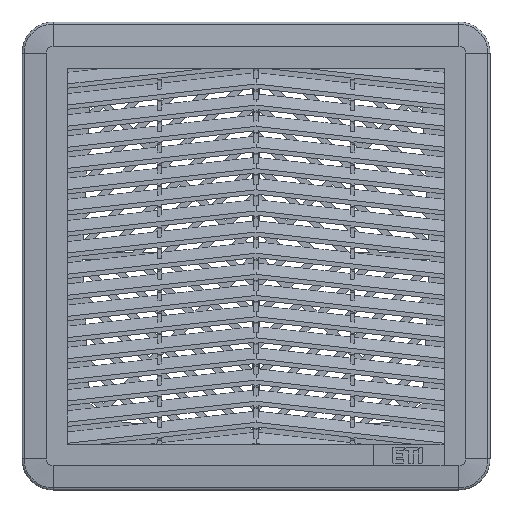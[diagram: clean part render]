
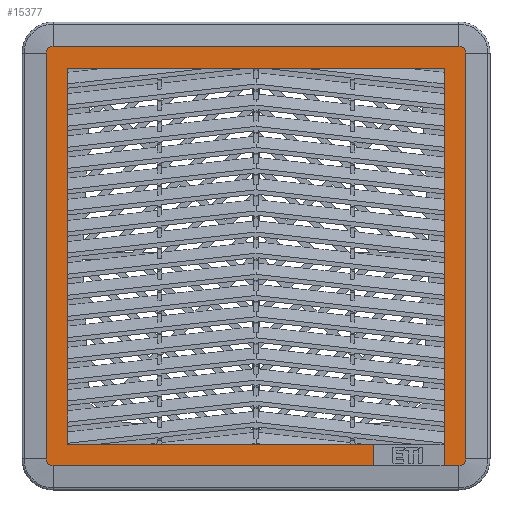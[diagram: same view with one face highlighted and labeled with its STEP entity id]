
A CAD part, front view. The second image highlights one B-rep face of the part: STEP entity #15377.
In plain terms, the highlighted planar face has unit normal (0, -1, 0).
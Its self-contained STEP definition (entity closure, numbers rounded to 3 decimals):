
#1361=DIRECTION('',(0.,0.,-1.));
#1362=VECTOR('',#1361,163.3);
#1363=CARTESIAN_POINT('',(218.2,-29.499,81.4));
#1364=LINE('',#1363,#1362);
#1622=DIRECTION('',(1.,0.,0.));
#1623=VECTOR('',#1622,132.9);
#1624=CARTESIAN_POINT('',(218.2,-29.499,-81.9));
#1625=LINE('',#1624,#1623);
#1645=DIRECTION('',(0.,0.,1.));
#1646=VECTOR('',#1645,172.8);
#1647=CARTESIAN_POINT('',(381.8,-29.499,-91.4));
#1648=LINE('',#1647,#1646);
#1974=DIRECTION('',(-1.,0.,0.));
#1975=VECTOR('',#1974,163.6);
#1976=CARTESIAN_POINT('',(381.8,-29.499,81.4));
#1977=LINE('',#1976,#1975);
#2030=CARTESIAN_POINT('',(211.7,-29.499,-88.4));
#2031=DIRECTION('',(0.,-1.,0.));
#2032=DIRECTION('',(-1.,0.,0.));
#2033=AXIS2_PLACEMENT_3D('',#2030,#2031,#2032);
#2038=CARTESIAN_POINT('',(211.7,-29.499,88.2));
#2039=DIRECTION('',(0.,-1.,0.));
#2040=DIRECTION('',(0.,0.,1.));
#2041=AXIS2_PLACEMENT_3D('',#2038,#2039,#2040);
#2046=CARTESIAN_POINT('',(388.3,-29.499,88.2));
#2047=DIRECTION('',(0.,-1.,0.));
#2048=DIRECTION('',(1.,0.,0.));
#2049=AXIS2_PLACEMENT_3D('',#2046,#2047,#2048);
#2054=CARTESIAN_POINT('',(388.3,-29.499,-88.4));
#2055=DIRECTION('',(0.,-1.,0.));
#2056=DIRECTION('',(0.,0.,-1.));
#2057=AXIS2_PLACEMENT_3D('',#2054,#2055,#2056);
#2062=DIRECTION('',(0.,0.,-1.));
#2063=VECTOR('',#2062,9.5);
#2064=CARTESIAN_POINT('',(351.1,-29.499,-81.9));
#2065=LINE('',#2064,#2063);
#2090=DIRECTION('',(-1.,0.,0.));
#2091=VECTOR('',#2090,139.4);
#2092=CARTESIAN_POINT('',(351.1,-29.499,-91.4));
#2093=LINE('',#2092,#2091);
#2104=DIRECTION('',(-1.,0.,0.));
#2105=VECTOR('',#2104,6.5);
#2106=CARTESIAN_POINT('',(388.3,-29.499,-91.4));
#2107=LINE('',#2106,#2105);
#2125=DIRECTION('',(0.,0.,1.));
#2126=VECTOR('',#2125,176.6);
#2127=CARTESIAN_POINT('',(208.7,-29.499,-88.4));
#2128=LINE('',#2127,#2126);
#2146=DIRECTION('',(1.,0.,0.));
#2147=VECTOR('',#2146,176.6);
#2148=CARTESIAN_POINT('',(211.7,-29.499,91.2));
#2149=LINE('',#2148,#2147);
#2167=DIRECTION('',(0.,0.,-1.));
#2168=VECTOR('',#2167,176.6);
#2169=CARTESIAN_POINT('',(391.3,-29.499,88.2));
#2170=LINE('',#2169,#2168);
#11403=CARTESIAN_POINT('',(381.8,-29.499,-91.4));
#11404=CARTESIAN_POINT('',(381.8,-29.499,81.4));
#11405=VERTEX_POINT('',#11403);
#11406=VERTEX_POINT('',#11404);
#11407=CARTESIAN_POINT('',(388.3,-29.499,-91.4));
#11408=VERTEX_POINT('',#11407);
#11409=CARTESIAN_POINT('',(391.3,-29.499,88.2));
#11410=CARTESIAN_POINT('',(391.3,-29.499,-88.4));
#11411=VERTEX_POINT('',#11409);
#11412=VERTEX_POINT('',#11410);
#11413=CARTESIAN_POINT('',(388.3,-29.499,
91.2));
#11414=VERTEX_POINT('',#11413);
#11415=CARTESIAN_POINT('',(211.7,-29.499,91.2));
#11416=VERTEX_POINT('',#11415);
#11417=CARTESIAN_POINT('',(208.7,-29.499,
88.2));
#11418=VERTEX_POINT('',#11417);
#11419=CARTESIAN_POINT('',(208.7,-29.499,-88.4));
#11420=VERTEX_POINT('',#11419);
#11421=CARTESIAN_POINT('',(351.1,-29.499,-91.4));
#11422=CARTESIAN_POINT('',(211.7,-29.499,-91.4));
#11423=VERTEX_POINT('',#11421);
#11424=VERTEX_POINT('',#11422);
#11425=CARTESIAN_POINT('',(351.1,-29.499,-81.9));
#11426=VERTEX_POINT('',#11425);
#11427=CARTESIAN_POINT('',(218.2,-29.499,-81.9));
#11428=VERTEX_POINT('',#11427);
#11429=CARTESIAN_POINT('',(218.2,-29.499,81.4));
#11430=VERTEX_POINT('',#11429);
#15346=CARTESIAN_POINT('',(190.439,-29.499,109.461));
#15347=DIRECTION('',(0.,-1.,0.));
#15348=DIRECTION('',(1.,0.,0.));
#15349=AXIS2_PLACEMENT_3D('',#15346,#15347,#15348);
#15350=PLANE('',#15349);
#15351=ORIENTED_EDGE('',*,*,#15018,.T.);
#15352=ORIENTED_EDGE('',*,*,#15282,.T.);
#15353=ORIENTED_EDGE('',*,*,#14747,.T.);
#15354=ORIENTED_EDGE('',*,*,#14954,.T.);
#15356=ORIENTED_EDGE('',*,*,#15355,.T.);
#15358=ORIENTED_EDGE('',*,*,#15357,.T.);
#15360=ORIENTED_EDGE('',*,*,#15359,.F.);
#15362=ORIENTED_EDGE('',*,*,#15361,.T.);
#15364=ORIENTED_EDGE('',*,*,#15363,.F.);
#15366=ORIENTED_EDGE('',*,*,#15365,.T.);
#15368=ORIENTED_EDGE('',*,*,#15367,.F.);
#15370=ORIENTED_EDGE('',*,*,#15369,.T.);
#15372=ORIENTED_EDGE('',*,*,#15371,.F.);
#15374=ORIENTED_EDGE('',*,*,#15373,.T.);
#15375=EDGE_LOOP('',(#15351,#15352,#15353,#15354,#15356,#15358,#15360,#15362,
#15364,#15366,#15368,#15370,#15372,#15374));
#15376=FACE_OUTER_BOUND('',#15375,.F.);
#2034=CIRCLE('',#2033,3.);
#2042=CIRCLE('',#2041,3.);
#2050=CIRCLE('',#2049,3.);
#2058=CIRCLE('',#2057,3.);
#14747=EDGE_CURVE('',#11430,#11428,#1364,.T.);
#14954=EDGE_CURVE('',#11428,#11426,#1625,.T.);
#15018=EDGE_CURVE('',#11405,#11406,#1648,.T.);
#15282=EDGE_CURVE('',#11406,#11430,#1977,.T.);
#15355=EDGE_CURVE('',#11426,#11423,#2065,.T.);
#15357=EDGE_CURVE('',#11423,#11424,#2093,.T.);
#15359=EDGE_CURVE('',#11420,#11424,#2034,.T.);
#15361=EDGE_CURVE('',#11420,#11418,#2128,.T.);
#15363=EDGE_CURVE('',#11416,#11418,#2042,.T.);
#15365=EDGE_CURVE('',#11416,#11414,#2149,.T.);
#15367=EDGE_CURVE('',#11411,#11414,#2050,.T.);
#15369=EDGE_CURVE('',#11411,#11412,#2170,.T.);
#15371=EDGE_CURVE('',#11408,#11412,#2058,.T.);
#15373=EDGE_CURVE('',#11408,#11405,#2107,.T.);
#15377=ADVANCED_FACE('',(#15376),#15350,.T.);
